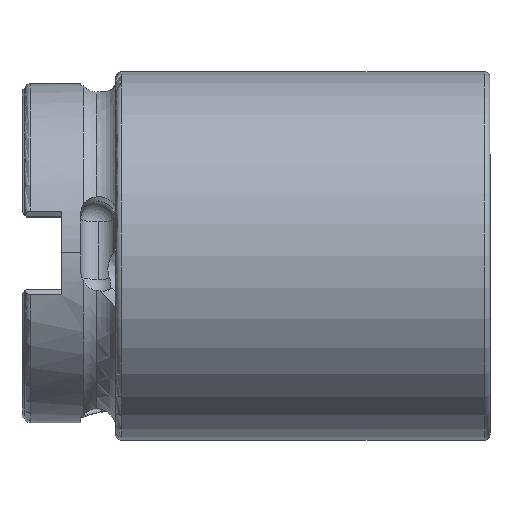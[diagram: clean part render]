
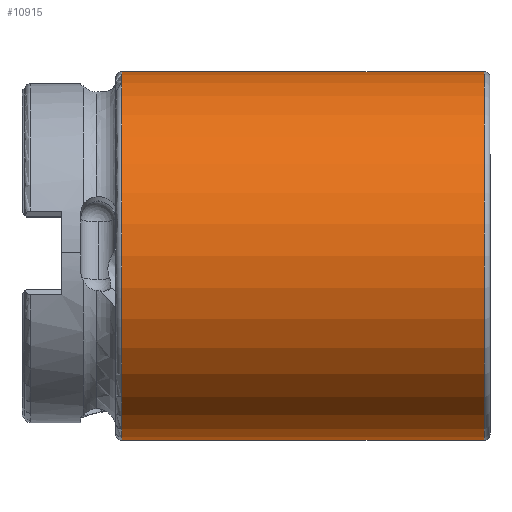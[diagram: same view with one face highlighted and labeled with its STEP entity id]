
A CAD part, top view. The second image highlights one B-rep face of the part: STEP entity #10915.
In plain terms, the highlighted cylindrical face has radius 31.5 mm (diameter 63 mm), a partial arc.
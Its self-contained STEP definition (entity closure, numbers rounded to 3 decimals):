
#347 = VERTEX_POINT ( 'NONE', #10046 ) ;
#364 = VERTEX_POINT ( 'NONE', #10063 ) ;
#404 = VERTEX_POINT ( 'NONE', #10103 ) ;
#467 = VERTEX_POINT ( 'NONE', #10171 ) ;
#730 = CIRCLE ( 'NONE', #13712, 31.5 ) ;
#732 = LINE ( 'NONE', #1989, #738 ) ;
#733 = CIRCLE ( 'NONE', #13715, 31.5 ) ;
#734 = LINE ( 'NONE', #1987, #735 ) ;
#735 = VECTOR ( 'NONE', #1988, 1000. ) ;
#738 = VECTOR ( 'NONE', #1976, 1000. ) ;
#1973 = CARTESIAN_POINT ( 'NONE',  ( -62.15, -0.48, 0. ) ) ;
#1974 = DIRECTION ( 'NONE',  ( 1., 0., 0. ) ) ;
#1975 = DIRECTION ( 'NONE',  ( 0., 1., 0. ) ) ;
#1976 = DIRECTION ( 'NONE',  ( 1., 0., 0. ) ) ;
#1987 = CARTESIAN_POINT ( 'NONE',  ( 14.777, -31.98, 0. ) ) ;
#1988 = DIRECTION ( 'NONE',  ( 1., 0., 0. ) ) ;
#1989 = CARTESIAN_POINT ( 'NONE',  ( 14.777, 31.02, 0. ) ) ;
#1990 = CARTESIAN_POINT ( 'NONE',  ( -0.15, -0.48, 0. ) ) ;
#1991 = DIRECTION ( 'NONE',  ( 1., 0., 0. ) ) ;
#1992 = DIRECTION ( 'NONE',  ( 0., 1., 0. ) ) ;
#4641 = FACE_OUTER_BOUND ( 'NONE', #13271, .T. ) ;
#4650 = CYLINDRICAL_SURFACE ( 'NONE', #14018, 31.5 ) ;
#5067 = CARTESIAN_POINT ( 'NONE',  ( 14.777, -0.48, 0. ) ) ;
#5068 = DIRECTION ( 'NONE',  ( 1., 0., 0. ) ) ;
#5076 = DIRECTION ( 'NONE',  ( 0., 1., 0. ) ) ;
#9987 = EDGE_CURVE ( 'NONE', #347, #467, #730, .T. ) ;
#9991 = EDGE_CURVE ( 'NONE', #467, #404, #734, .T. ) ;
#9992 = EDGE_CURVE ( 'NONE', #364, #404, #733, .T. ) ;
#9993 = EDGE_CURVE ( 'NONE', #347, #364, #732, .T. ) ;
#10046 = CARTESIAN_POINT ( 'NONE',  ( -62.15, 31.02, 0. ) ) ;
#10063 = CARTESIAN_POINT ( 'NONE',  ( -0.15, 31.02, 0. ) ) ;
#10103 = CARTESIAN_POINT ( 'NONE',  ( -0.15, -31.98, 0. ) ) ;
#10171 = CARTESIAN_POINT ( 'NONE',  ( -62.15, -31.98, 0. ) ) ;
#10915 = ADVANCED_FACE ( 'NONE', ( #4641 ), #4650, .T. ) ;
#11530 = ORIENTED_EDGE ( 'NONE', *, *, #9993, .F. ) ;
#11531 = ORIENTED_EDGE ( 'NONE', *, *, #9987, .T. ) ;
#11532 = ORIENTED_EDGE ( 'NONE', *, *, #9992, .F. ) ;
#11533 = ORIENTED_EDGE ( 'NONE', *, *, #9991, .T. ) ;
#13271 = EDGE_LOOP ( 'NONE', ( #11531, #11533, #11532, #11530 ) ) ;
#13712 = AXIS2_PLACEMENT_3D ( 'NONE', #1973, #1974, #1975 ) ;
#13715 = AXIS2_PLACEMENT_3D ( 'NONE', #1990, #1991, #1992 ) ;
#14018 = AXIS2_PLACEMENT_3D ( 'NONE', #5067, #5068, #5076 ) ;
